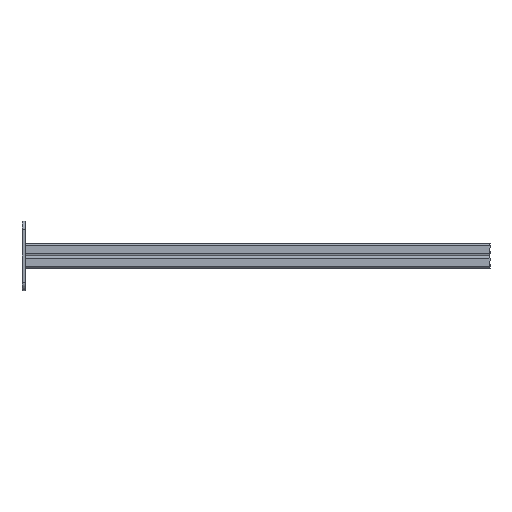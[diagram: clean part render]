
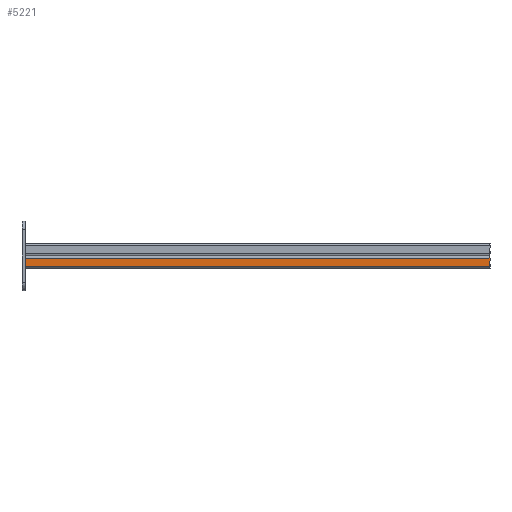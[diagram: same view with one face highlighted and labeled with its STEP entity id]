
A CAD part, left-side view. The second image highlights one B-rep face of the part: STEP entity #5221.
In plain terms, the highlighted planar face has unit normal (-1, 0, 0).
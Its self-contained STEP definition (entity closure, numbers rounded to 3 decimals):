
#63 = DIRECTION ( 'NONE',  ( 0., 1., 0. ) ) ;
#78 = CARTESIAN_POINT ( 'NONE',  ( -20.5, -1500., -3.5 ) ) ;
#297 = DIRECTION ( 'NONE',  ( 0., 0., -1. ) ) ;
#302 = DIRECTION ( 'NONE',  ( 0., 0., 1. ) ) ;
#315 = DIRECTION ( 'NONE',  ( 0., 1., 0. ) ) ;
#322 = CARTESIAN_POINT ( 'NONE',  ( -20.5, 400., -21. ) ) ;
#325 = CARTESIAN_POINT ( 'NONE',  ( -20.5, -1500., -17.5 ) ) ;
#358 = CARTESIAN_POINT ( 'NONE',  ( -20.5, -400., -21. ) ) ;
#720 = FACE_OUTER_BOUND ( 'NONE', #5183, .T. ) ;
#1912 = VECTOR ( 'NONE', #63, 1000. ) ;
#1925 = LINE ( 'NONE', #78, #1912 ) ;
#2935 = VECTOR ( 'NONE', #297, 1000. ) ;
#2940 = LINE ( 'NONE', #358, #2935 ) ;
#2950 = VECTOR ( 'NONE', #315, 1000. ) ;
#2952 = LINE ( 'NONE', #325, #2950 ) ;
#3075 = AXIS2_PLACEMENT_3D ( 'NONE', #4228, #4236, #4237 ) ;
#3109 = EDGE_CURVE ( 'NONE', #4941, #5096, #1925, .T. ) ;
#3134 = EDGE_CURVE ( 'NONE', #4950, #5096, #3656, .T. ) ;
#3135 = EDGE_CURVE ( 'NONE', #4945, #4950, #2952, .T. ) ;
#3141 = EDGE_CURVE ( 'NONE', #4941, #4945, #2940, .T. ) ;
#3650 = VECTOR ( 'NONE', #302, 1000. ) ;
#3656 = LINE ( 'NONE', #322, #3650 ) ;
#4075 = CARTESIAN_POINT ( 'NONE',  ( -20.5, -400., -3.5 ) ) ;
#4077 = CARTESIAN_POINT ( 'NONE',  ( -20.5, -400., -17.5 ) ) ;
#4079 = CARTESIAN_POINT ( 'NONE',  ( -20.5, 400., -17.5 ) ) ;
#4150 = CARTESIAN_POINT ( 'NONE',  ( -20.5, 400., -3.5 ) ) ;
#4228 = CARTESIAN_POINT ( 'NONE',  ( -20.5, -1500., -17.5 ) ) ;
#4233 = PLANE ( 'NONE',  #3075 ) ;
#4236 = DIRECTION ( 'NONE',  ( -1., 0., 0. ) ) ;
#4237 = DIRECTION ( 'NONE',  ( 0., 0., 1. ) ) ;
#4655 = ORIENTED_EDGE ( 'NONE', *, *, #3109, .T. ) ;
#4656 = ORIENTED_EDGE ( 'NONE', *, *, #3134, .F. ) ;
#4657 = ORIENTED_EDGE ( 'NONE', *, *, #3135, .F. ) ;
#4658 = ORIENTED_EDGE ( 'NONE', *, *, #3141, .F. ) ;
#4941 = VERTEX_POINT ( 'NONE', #4075 ) ;
#4945 = VERTEX_POINT ( 'NONE', #4077 ) ;
#4950 = VERTEX_POINT ( 'NONE', #4079 ) ;
#5096 = VERTEX_POINT ( 'NONE', #4150 ) ;
#5183 = EDGE_LOOP ( 'NONE', ( #4655, #4656, #4657, #4658 ) ) ;
#5221 = ADVANCED_FACE ( 'NONE', ( #720 ), #4233, .T. ) ;
